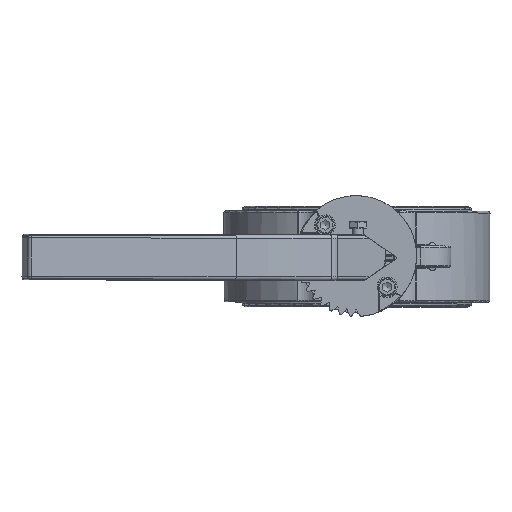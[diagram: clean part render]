
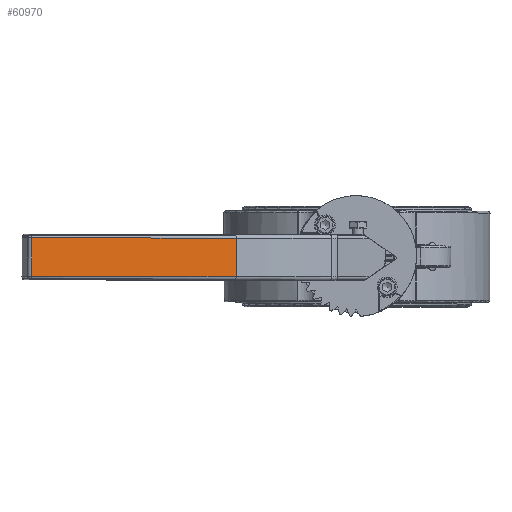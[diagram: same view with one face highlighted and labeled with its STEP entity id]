
A CAD part, top view. The second image highlights one B-rep face of the part: STEP entity #60970.
In plain terms, the highlighted planar face has unit normal (0.148, 0, 0.989).
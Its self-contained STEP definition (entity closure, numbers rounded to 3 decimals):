
#60931=CARTESIAN_POINT('',(-185.676,-0.644,249.621));
#60932=DIRECTION('',(0.148,0.,0.989));
#60933=DIRECTION('',(0.989,-0.002,-0.148));
#60934=AXIS2_PLACEMENT_3D('',#60931,#60932,#60933);
#60935=PLANE('',#60934);
#60936=CARTESIAN_POINT('',(-69.,-11.868,232.136));
#60937=VERTEX_POINT('',#60936);
#60938=CARTESIAN_POINT('',(-185.697,-11.644,249.621));
#60939=VERTEX_POINT('',#60938);
#60940=CARTESIAN_POINT('',(-69.,-11.868,232.136));
#60941=DIRECTION('',(-0.989,0.002,0.148));
#60942=VECTOR('',#60941,118.);
#60943=LINE('',#60940,#60942);
#60944=EDGE_CURVE('',#60937,#60939,#60943,.T.);
#60945=ORIENTED_EDGE('',*,*,#60944,.F.);
#60946=CARTESIAN_POINT('',(-68.957,10.132,232.136));
#60947=VERTEX_POINT('',#60946);
#60948=CARTESIAN_POINT('',(-69.,-11.868,232.136));
#60949=DIRECTION('',(0.002,1.,-0.));
#60950=VECTOR('',#60949,22.);
#60951=LINE('',#60948,#60950);
#60952=EDGE_CURVE('',#60937,#60947,#60951,.T.);
#60953=ORIENTED_EDGE('',*,*,#60952,.T.);
#60954=CARTESIAN_POINT('',(-185.654,10.356,249.621));
#60955=VERTEX_POINT('',#60954);
#60956=CARTESIAN_POINT('',(-185.654,10.356,249.621));
#60957=DIRECTION('',(0.989,-0.002,-0.148));
#60958=VECTOR('',#60957,118.);
#60959=LINE('',#60956,#60958);
#60960=EDGE_CURVE('',#60955,#60947,#60959,.T.);
#60961=ORIENTED_EDGE('',*,*,#60960,.F.);
#60962=CARTESIAN_POINT('',(-185.697,-11.644,249.621));
#60963=DIRECTION('',(0.002,1.,-0.));
#60964=VECTOR('',#60963,22.);
#60965=LINE('',#60962,#60964);
#60966=EDGE_CURVE('',#60939,#60955,#60965,.T.);
#60967=ORIENTED_EDGE('',*,*,#60966,.F.);
#60968=EDGE_LOOP('',(#60945,#60953,#60961,#60967));
#60969=FACE_BOUND('',#60968,.T.);
#60970=ADVANCED_FACE('',(#60969),#60935,.T.);
